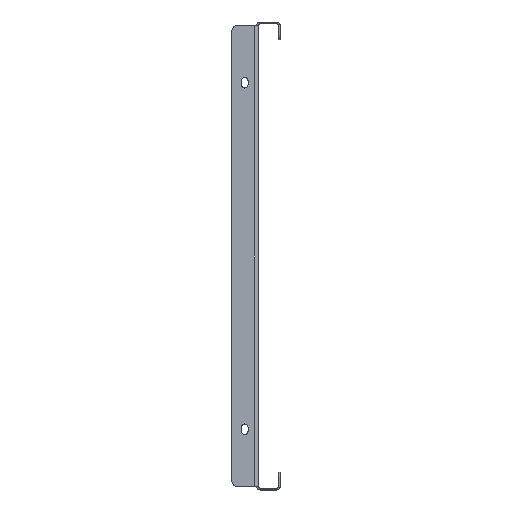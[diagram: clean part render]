
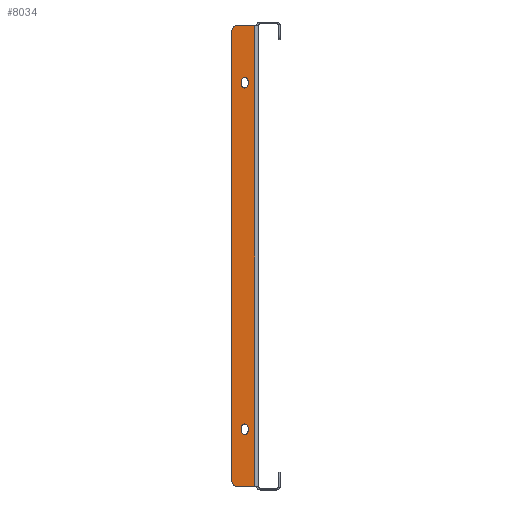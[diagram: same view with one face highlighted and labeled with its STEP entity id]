
A CAD part, left-side view. The second image highlights one B-rep face of the part: STEP entity #8034.
In plain terms, the highlighted planar face has unit normal (-1, 0, 0).
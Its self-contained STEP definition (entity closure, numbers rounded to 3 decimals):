
#55 = CARTESIAN_POINT ( 'NONE',  ( -196., 12.75, -148.75 ) ) ;
#62 = LINE ( 'NONE', #1723, #6536 ) ;
#88 = ORIENTED_EDGE ( 'NONE', *, *, #8955, .F. ) ;
#391 = EDGE_CURVE ( 'NONE', #10496, #7323, #6160, .T. ) ;
#402 = LINE ( 'NONE', #2116, #5997 ) ;
#547 = ORIENTED_EDGE ( 'NONE', *, *, #8375, .F. ) ;
#583 = ORIENTED_EDGE ( 'NONE', *, *, #4319, .F. ) ;
#622 = CARTESIAN_POINT ( 'NONE',  ( -196., 7.25, 145.25 ) ) ;
#686 = CIRCLE ( 'NONE', #1713, 2.75 ) ;
#800 = ORIENTED_EDGE ( 'NONE', *, *, #8453, .F. ) ;
#862 = CARTESIAN_POINT ( 'NONE',  ( -196., 21., 190.5 ) ) ;
#1063 = VERTEX_POINT ( 'NONE', #5812 ) ;
#1205 = VERTEX_POINT ( 'NONE', #55 ) ;
#1228 = FACE_BOUND ( 'NONE', #7598, .T. ) ;
#1248 = ORIENTED_EDGE ( 'NONE', *, *, #4812, .T. ) ;
#1402 = DIRECTION ( 'NONE',  ( 0., 1., 0. ) ) ;
#1498 = CARTESIAN_POINT ( 'NONE',  ( -196., 21., -195.5 ) ) ;
#1513 = AXIS2_PLACEMENT_3D ( 'NONE', #5375, #9522, #10335 ) ;
#1682 = VECTOR ( 'NONE', #4601, 1000. ) ;
#1713 = AXIS2_PLACEMENT_3D ( 'NONE', #6136, #10350, #4575 ) ;
#1715 = CARTESIAN_POINT ( 'NONE',  ( -196., 16., 190.5 ) ) ;
#1723 = CARTESIAN_POINT ( 'NONE',  ( -196., 12.75, -145.25 ) ) ;
#1784 = EDGE_CURVE ( 'NONE', #3905, #8938, #10241, .T. ) ;
#1812 = DIRECTION ( 'NONE',  ( -1., 0., 0. ) ) ;
#1856 = LINE ( 'NONE', #3640, #9258 ) ;
#1866 = VERTEX_POINT ( 'NONE', #3353 ) ;
#1964 = DIRECTION ( 'NONE',  ( 0., 0., 1. ) ) ;
#1965 = CARTESIAN_POINT ( 'NONE',  ( -196., 0., 0. ) ) ;
#2004 = ORIENTED_EDGE ( 'NONE', *, *, #2481, .F. ) ;
#2084 = DIRECTION ( 'NONE',  ( 0., -1., 0. ) ) ;
#2116 = CARTESIAN_POINT ( 'NONE',  ( -196., 21., 195.5 ) ) ;
#2272 = CARTESIAN_POINT ( 'NONE',  ( -196., 16., -195.5 ) ) ;
#2344 = LINE ( 'NONE', #5623, #1682 ) ;
#2364 = CIRCLE ( 'NONE', #1513, 2.75 ) ;
#2382 = ORIENTED_EDGE ( 'NONE', *, *, #1784, .T. ) ;
#2481 = EDGE_CURVE ( 'NONE', #5565, #1866, #2364, .T. ) ;
#2686 = AXIS2_PLACEMENT_3D ( 'NONE', #3046, #8652, #3861 ) ;
#2748 = EDGE_CURVE ( 'NONE', #10496, #6030, #10585, .T. ) ;
#2765 = DIRECTION ( 'NONE',  ( 0., 1., 0. ) ) ;
#3046 = CARTESIAN_POINT ( 'NONE',  ( -196., 16., -190.5 ) ) ;
#3094 = EDGE_CURVE ( 'NONE', #1866, #7205, #2344, .T. ) ;
#3133 = DIRECTION ( 'NONE',  ( 0., 0., 1. ) ) ;
#3321 = ORIENTED_EDGE ( 'NONE', *, *, #3094, .F. ) ;
#3353 = CARTESIAN_POINT ( 'NONE',  ( -196., 12.75, 148.75 ) ) ;
#3586 = VECTOR ( 'NONE', #1402, 1000. ) ;
#3640 = CARTESIAN_POINT ( 'NONE',  ( -196., 7.25, -145.25 ) ) ;
#3723 = CARTESIAN_POINT ( 'NONE',  ( -196., 21., -190.5 ) ) ;
#3741 = FACE_BOUND ( 'NONE', #7479, .T. ) ;
#3793 = CARTESIAN_POINT ( 'NONE',  ( -196., 12.75, 145.25 ) ) ;
#3861 = DIRECTION ( 'NONE',  ( 0., -1., 0. ) ) ;
#3905 = VERTEX_POINT ( 'NONE', #3723 ) ;
#4141 = CARTESIAN_POINT ( 'NONE',  ( -196., 1.5, 195.5 ) ) ;
#4319 = EDGE_CURVE ( 'NONE', #1063, #8938, #4830, .T. ) ;
#4321 = ORIENTED_EDGE ( 'NONE', *, *, #391, .F. ) ;
#4445 = AXIS2_PLACEMENT_3D ( 'NONE', #1965, #10240, #10306 ) ;
#4526 = CARTESIAN_POINT ( 'NONE',  ( -196., 10., -148.75 ) ) ;
#4562 = CARTESIAN_POINT ( 'NONE',  ( -196., 7.25, 148.75 ) ) ;
#4575 = DIRECTION ( 'NONE',  ( 0., -1., 0. ) ) ;
#4601 = DIRECTION ( 'NONE',  ( 0., 0., -1. ) ) ;
#4637 = EDGE_CURVE ( 'NONE', #9736, #4840, #1856, .T. ) ;
#4738 = AXIS2_PLACEMENT_3D ( 'NONE', #1715, #1812, #5080 ) ;
#4792 = VERTEX_POINT ( 'NONE', #622 ) ;
#4812 = EDGE_CURVE ( 'NONE', #1063, #7323, #7075, .T. ) ;
#4830 = LINE ( 'NONE', #1498, #3586 ) ;
#4840 = VERTEX_POINT ( 'NONE', #9162 ) ;
#4872 = DIRECTION ( 'NONE',  ( 0., 1., 0. ) ) ;
#5080 = DIRECTION ( 'NONE',  ( 0., -1., 0. ) ) ;
#5315 = CIRCLE ( 'NONE', #10476, 2.75 ) ;
#5353 = PLANE ( 'NONE',  #4445 ) ;
#5375 = CARTESIAN_POINT ( 'NONE',  ( -196., 10., 148.75 ) ) ;
#5438 = DIRECTION ( 'NONE',  ( 0., 0., 1. ) ) ;
#5544 = CARTESIAN_POINT ( 'NONE',  ( -196., 7.25, 145.25 ) ) ;
#5565 = VERTEX_POINT ( 'NONE', #4562 ) ;
#5574 = CARTESIAN_POINT ( 'NONE',  ( -196., 10., -145.25 ) ) ;
#5623 = CARTESIAN_POINT ( 'NONE',  ( -196., 12.75, 145.25 ) ) ;
#5657 = ORIENTED_EDGE ( 'NONE', *, *, #8408, .F. ) ;
#5703 = ORIENTED_EDGE ( 'NONE', *, *, #6521, .F. ) ;
#5812 = CARTESIAN_POINT ( 'NONE',  ( -196., 1.5, -195.5 ) ) ;
#5824 = CIRCLE ( 'NONE', #7729, 2.75 ) ;
#5835 = VECTOR ( 'NONE', #3133, 1000. ) ;
#5997 = VECTOR ( 'NONE', #5438, 1000. ) ;
#6030 = VERTEX_POINT ( 'NONE', #862 ) ;
#6136 = CARTESIAN_POINT ( 'NONE',  ( -196., 10., 145.25 ) ) ;
#6160 = LINE ( 'NONE', #9550, #10627 ) ;
#6246 = CARTESIAN_POINT ( 'NONE',  ( -196., 7.25, -148.75 ) ) ;
#6345 = EDGE_LOOP ( 'NONE', ( #4321, #7616, #5657, #2382, #583, #1248 ) ) ;
#6451 = LINE ( 'NONE', #5544, #5835 ) ;
#6521 = EDGE_CURVE ( 'NONE', #4840, #7956, #5315, .T. ) ;
#6536 = VECTOR ( 'NONE', #8289, 1000. ) ;
#6839 = ORIENTED_EDGE ( 'NONE', *, *, #9150, .F. ) ;
#7075 = LINE ( 'NONE', #7174, #8927 ) ;
#7174 = CARTESIAN_POINT ( 'NONE',  ( -196., 1.5, 0. ) ) ;
#7192 = DIRECTION ( 'NONE',  ( -1., 0., 0. ) ) ;
#7205 = VERTEX_POINT ( 'NONE', #3793 ) ;
#7284 = DIRECTION ( 'NONE',  ( 0., 0., 1. ) ) ;
#7323 = VERTEX_POINT ( 'NONE', #4141 ) ;
#7479 = EDGE_LOOP ( 'NONE', ( #547, #3321, #2004, #88 ) ) ;
#7598 = EDGE_LOOP ( 'NONE', ( #5703, #8995, #800, #6839 ) ) ;
#7616 = ORIENTED_EDGE ( 'NONE', *, *, #2748, .T. ) ;
#7729 = AXIS2_PLACEMENT_3D ( 'NONE', #4526, #7872, #2765 ) ;
#7827 = CARTESIAN_POINT ( 'NONE',  ( -196., 12.75, -145.25 ) ) ;
#7872 = DIRECTION ( 'NONE',  ( -1., 0., 0. ) ) ;
#7956 = VERTEX_POINT ( 'NONE', #7827 ) ;
#8034 = ADVANCED_FACE ( 'NONE', ( #3741, #1228, #10192 ), #5353, .T. ) ;
#8289 = DIRECTION ( 'NONE',  ( 0., 0., -1. ) ) ;
#8375 = EDGE_CURVE ( 'NONE', #7205, #4792, #686, .T. ) ;
#8408 = EDGE_CURVE ( 'NONE', #3905, #6030, #402, .T. ) ;
#8453 = EDGE_CURVE ( 'NONE', #1205, #9736, #5824, .T. ) ;
#8652 = DIRECTION ( 'NONE',  ( -1., 0., 0. ) ) ;
#8927 = VECTOR ( 'NONE', #7284, 1000. ) ;
#8938 = VERTEX_POINT ( 'NONE', #2272 ) ;
#8955 = EDGE_CURVE ( 'NONE', #4792, #5565, #6451, .T. ) ;
#8995 = ORIENTED_EDGE ( 'NONE', *, *, #4637, .F. ) ;
#9150 = EDGE_CURVE ( 'NONE', #7956, #1205, #62, .T. ) ;
#9162 = CARTESIAN_POINT ( 'NONE',  ( -196., 7.25, -145.25 ) ) ;
#9258 = VECTOR ( 'NONE', #1964, 1000. ) ;
#9522 = DIRECTION ( 'NONE',  ( -1., 0., 0. ) ) ;
#9550 = CARTESIAN_POINT ( 'NONE',  ( -196., 0., 195.5 ) ) ;
#9736 = VERTEX_POINT ( 'NONE', #6246 ) ;
#10042 = CARTESIAN_POINT ( 'NONE',  ( -196., 16., 195.5 ) ) ;
#10192 = FACE_OUTER_BOUND ( 'NONE', #6345, .T. ) ;
#10240 = DIRECTION ( 'NONE',  ( -1., 0., 0. ) ) ;
#10241 = CIRCLE ( 'NONE', #2686, 5. ) ;
#10306 = DIRECTION ( 'NONE',  ( 0., -1., 0. ) ) ;
#10335 = DIRECTION ( 'NONE',  ( 0., -1., 0. ) ) ;
#10350 = DIRECTION ( 'NONE',  ( -1., 0., 0. ) ) ;
#10476 = AXIS2_PLACEMENT_3D ( 'NONE', #5574, #7192, #4872 ) ;
#10496 = VERTEX_POINT ( 'NONE', #10042 ) ;
#10585 = CIRCLE ( 'NONE', #4738, 5. ) ;
#10627 = VECTOR ( 'NONE', #2084, 1000. ) ;
